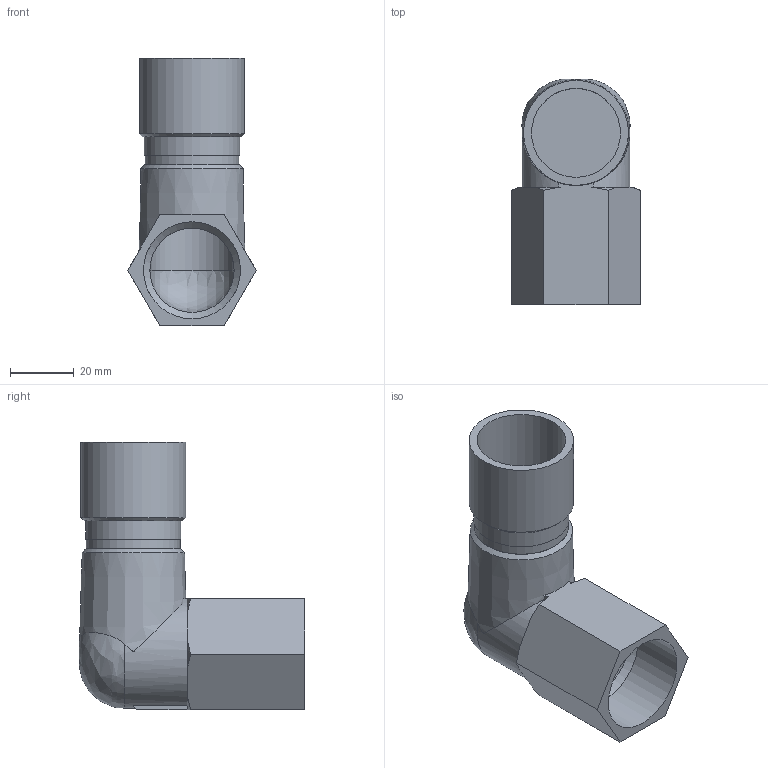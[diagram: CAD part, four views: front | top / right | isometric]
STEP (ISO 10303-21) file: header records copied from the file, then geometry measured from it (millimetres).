
FILE_DESCRIPTION( ( 'Unknown' ), '1' );
FILE_NAME( 'F7R1DN28.stp', 'Unknown', ( 'Unknown' ), ( 'Unknown' ), 'PSStep 14.0', 'Unknown', ' ' );
FILE_SCHEMA( ( 'AUTOMOTIVE_DESIGN { 1 0 10303 214 1 1 1 1 }' ) );
Length unit declared in the file: millimetre
Products named in the file (1): 1
Bounding box: 40.41 x 71.06 x 84.25 mm (x, y, z)
Volume: 44054 mm3; surface area: 24691.7 mm2
Topology: 1 solids, 1 shells, 47 faces, 117 edges, 75 vertices
Faces by surface type: plane 27, cone 10, cylinder 8, bspline 1, sphere 1
Full cylindrical faces by diameter (mm): 26.5 x2, 28 x1, 29.5 x1, 30 x1, 30.505 x1, 33 x1
Entity records: 1858 total; most frequent: CARTESIAN_POINT 451, DIRECTION 209, ORIENTED_EDGE 192, EDGE_CURVE 96, AXIS2_PLACEMENT_3D 83, VERTEX_POINT 69, EDGE_LOOP 64, FACE_OUTER_BOUND 54
